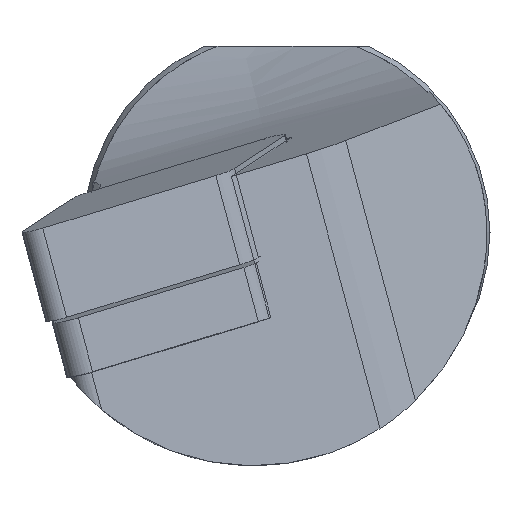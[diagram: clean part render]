
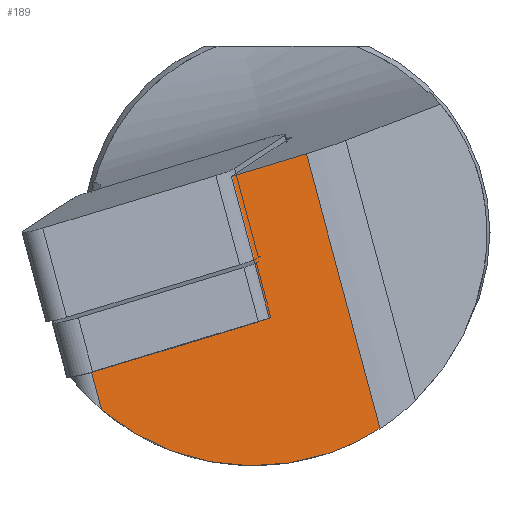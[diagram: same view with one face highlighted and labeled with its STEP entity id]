
A CAD part, left-side view. The second image highlights one B-rep face of the part: STEP entity #189.
In plain terms, the highlighted planar face has unit normal (-0.949, -0.316, -0.018).
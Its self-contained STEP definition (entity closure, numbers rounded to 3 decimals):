
#138=ELLIPSE('',#912,12.098,11.475);
#162=B_SPLINE_CURVE_WITH_KNOTS('',3,(#1369,#1370,#1371,#1372),
 .UNSPECIFIED.,.F.,.F.,(4,4),(0.,1.),.UNSPECIFIED.);
#189=ADVANCED_FACE('',(#254),#223,.F.);
#223=PLANE('',#913);
#254=FACE_OUTER_BOUND('',#299,.T.);
#299=EDGE_LOOP('',(#453,#454,#455,#456,#457,#458,#459));
#453=ORIENTED_EDGE('',*,*,#720,.T.);
#454=ORIENTED_EDGE('',*,*,#721,.F.);
#455=ORIENTED_EDGE('',*,*,#722,.T.);
#456=ORIENTED_EDGE('',*,*,#718,.T.);
#457=ORIENTED_EDGE('',*,*,#709,.T.);
#458=ORIENTED_EDGE('',*,*,#672,.T.);
#459=ORIENTED_EDGE('',*,*,#656,.T.);
#581=VERTEX_POINT('',#1168);
#582=VERTEX_POINT('',#1169);
#596=VERTEX_POINT('',#1208);
#621=VERTEX_POINT('',#1373);
#627=VERTEX_POINT('',#1608);
#628=VERTEX_POINT('',#1615);
#629=VERTEX_POINT('',#1617);
#656=EDGE_CURVE('',#581,#582,#770,.T.);
#672=EDGE_CURVE('',#596,#581,#783,.T.);
#709=EDGE_CURVE('',#621,#596,#162,.T.);
#718=EDGE_CURVE('',#627,#621,#793,.T.);
#720=EDGE_CURVE('',#582,#628,#794,.T.);
#721=EDGE_CURVE('',#629,#628,#795,.T.);
#722=EDGE_CURVE('',#629,#627,#138,.T.);
#770=LINE('',#1167,#824);
#783=LINE('',#1207,#837);
#793=LINE('',#1607,#847);
#794=LINE('',#1614,#848);
#795=LINE('',#1616,#849);
#824=VECTOR('',#958,1.);
#837=VECTOR('',#981,1.);
#847=VECTOR('',#1045,1.);
#848=VECTOR('',#1048,1.);
#849=VECTOR('',#1049,1.);
#912=AXIS2_PLACEMENT_3D('',#1618,#1050,#1051);
#913=AXIS2_PLACEMENT_3D('',#1619,#1052,#1053);
#958=DIRECTION('',(-0.299,0.913,-0.277));
#981=DIRECTION('',(0.105,-0.257,-0.961));
#1045=DIRECTION('',(-0.105,0.257,0.961));
#1048=DIRECTION('',(-0.299,0.913,-0.277));
#1049=DIRECTION('',(-0.105,0.257,0.961));
#1050=DIRECTION('',(-0.948,-0.316,-0.018));
#1051=DIRECTION('',(-0.317,0.947,0.055));
#1052=DIRECTION('',(0.948,0.316,0.018));
#1053=DIRECTION('',(0.316,-0.949,0.));
#1167=CARTESIAN_POINT('',(-139.711,-18.277,-3.212));
#1168=CARTESIAN_POINT('',(-140.918,-14.591,-4.331));
#1169=CARTESIAN_POINT('',(-140.936,-14.535,-4.348));
#1207=CARTESIAN_POINT('',(-143.149,-9.098,16.166));
#1208=CARTESIAN_POINT('',(-141.675,-12.727,2.624));
#1369=CARTESIAN_POINT('',(-140.468,-16.413,3.743));
#1370=CARTESIAN_POINT('',(-140.87,-15.185,3.37));
#1371=CARTESIAN_POINT('',(-141.273,-13.956,2.997));
#1372=CARTESIAN_POINT('',(-141.675,-12.727,2.624));
#1373=CARTESIAN_POINT('',(-140.468,-16.413,3.743));
#1607=CARTESIAN_POINT('',(-164.765,43.419,227.039));
#1608=CARTESIAN_POINT('',(-138.998,-20.032,-9.762));
#1614=CARTESIAN_POINT('',(-139.711,-18.277,-3.212));
#1615=CARTESIAN_POINT('',(-143.781,-5.85,-6.985));
#1616=CARTESIAN_POINT('',(-168.835,55.845,223.267));
#1617=CARTESIAN_POINT('',(-143.58,-6.346,-8.833));
#1618=CARTESIAN_POINT('',(-141.26,-13.812,-0.12));
#1619=CARTESIAN_POINT('',(-164.765,43.419,227.039));
